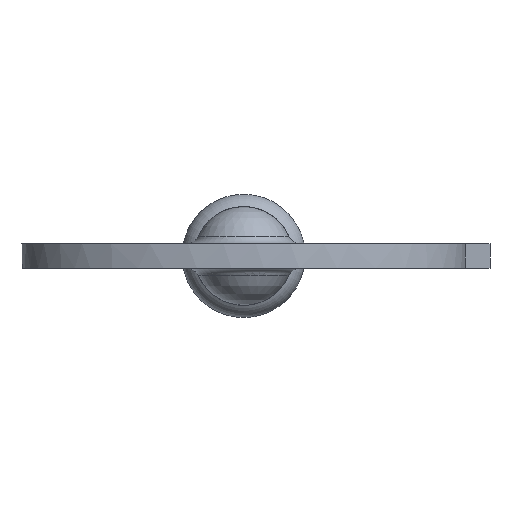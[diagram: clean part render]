
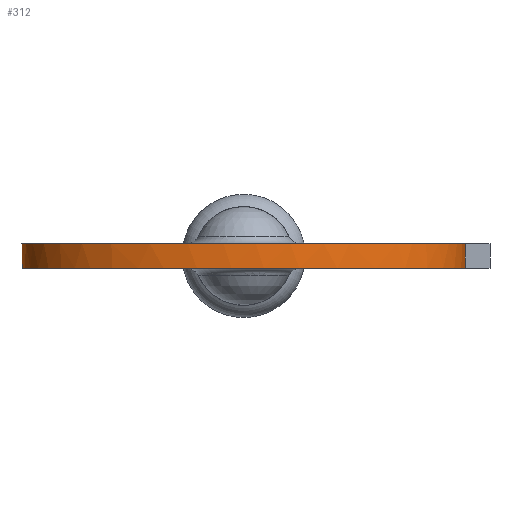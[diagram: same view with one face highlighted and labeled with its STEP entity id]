
A CAD part, left-side view. The second image highlights one B-rep face of the part: STEP entity #312.
In plain terms, the highlighted free-form (B-spline) face has degree [3, 1] with [7, 2] control points.
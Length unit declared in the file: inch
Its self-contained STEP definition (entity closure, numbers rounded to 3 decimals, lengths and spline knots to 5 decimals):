
#185=CARTESIAN_POINT('#185',(1.2369,0.1833,-0.08));
#186=VERTEX_POINT('#186',#185);
#187=CARTESIAN_POINT('#187',(1.2369,0.1833,0.08));
#188=VERTEX_POINT('#188',#187);
#189=CARTESIAN_POINT('#189',(1.22941,0.22913,-0.05));
#190=VERTEX_POINT('#190',#189);
#191=CARTESIAN_POINT('#191',(1.22941,-0.22913,-0.05));
#192=VERTEX_POINT('#192',#191);
#193=CARTESIAN_POINT('#193',(1.2369,-0.1833,-0.08));
#194=VERTEX_POINT('#194',#193);
#195=CARTESIAN_POINT('#195',(1.2369,-0.1833,0.08));
#196=VERTEX_POINT('#196',#195);
#197=CARTESIAN_POINT('#197',(1.22941,-0.22913,0.05));
#198=VERTEX_POINT('#198',#197);
#199=CARTESIAN_POINT('#199',(1.22941,0.22913,0.05));
#200=VERTEX_POINT('#200',#199);
#201=CARTESIAN_POINT('#201',(1.2369,0.1833,-0.08));
#202=CARTESIAN_POINT('#202',(1.2361,0.18881,-0.06738));
#203=CARTESIAN_POINT('#203',(1.23546,0.19301,-0.05418));
#204=CARTESIAN_POINT('#204',(1.2346,0.19859,-0.02736));
#205=CARTESIAN_POINT('#205',(1.23437,0.19999,-0.01383));
#206=CARTESIAN_POINT('#206',(1.23437,0.20001,0.01347));
#207=CARTESIAN_POINT('#207',(1.2346,0.19861,0.02729));
#208=CARTESIAN_POINT('#208',(1.23546,0.193,0.05421));
#209=CARTESIAN_POINT('#209',(1.2361,0.18881,0.06738));
#210=CARTESIAN_POINT('#210',(1.2369,0.1833,0.08));
#211=B_SPLINE_CURVE_WITH_KNOTS('#211',3,(#201,#202,#203,#204,#205,#206,
#207,#208,#209,#210),.UNSPECIFIED.,.F.,.F.,(4,2,2,2,4),(0.0,0.25,0.5,
0.75,1.0),.UNSPECIFIED.);
#212=CARTESIAN_POINT('#212',(1.2369,0.1833,-0.08));
#213=CARTESIAN_POINT('#213',(1.23662,0.18527,-0.0755));
#214=CARTESIAN_POINT('#214',(1.23624,0.18783,-0.0714));
#215=CARTESIAN_POINT('#215',(1.2353,0.19411,-0.06399));
#216=CARTESIAN_POINT('#216',(1.23473,0.19777,-0.06076));
#217=CARTESIAN_POINT('#217',(1.2328,0.20988,-0.05286));
#218=CARTESIAN_POINT('#218',(1.23117,0.21946,-0.05));
#219=CARTESIAN_POINT('#219',(1.22941,0.22913,-0.05));
#220=B_SPLINE_CURVE_WITH_KNOTS('#220',3,(#212,#213,#214,#215,#216,#217,
#218,#219),.UNSPECIFIED.,.F.,.F.,(4,2,2,4),(0.0,0.25,0.5,1.0),
.UNSPECIFIED.);
#221=CARTESIAN_POINT('#221',(1.22941,0.22913,-0.05));
#222=CARTESIAN_POINT('#222',(0.97827,1.60279,-0.05));
#223=CARTESIAN_POINT('#223',(0.0,1.42046,-0.05));
#224=CARTESIAN_POINT('#224',(0.0,0.0,-0.05));
#225=CARTESIAN_POINT('#225',(0.0,-1.42046,-0.05));
#226=CARTESIAN_POINT('#226',(0.97827,-1.60279,-0.05));
#227=CARTESIAN_POINT('#227',(1.22941,-0.22913,-0.05));
#228=(BOUNDED_CURVE()B_SPLINE_CURVE(3,(#221,#222,#223,#224,#225,#226,
#227),.UNSPECIFIED.,.F.,.F.)B_SPLINE_CURVE_WITH_KNOTS((4,3,4),(0.0,0.5,
1.0),.UNSPECIFIED.)CURVE()GEOMETRIC_REPRESENTATION_ITEM()
RATIONAL_B_SPLINE_CURVE((1.0,0.419,0.419,1.0,
0.419,0.419,1.0))REPRESENTATION_ITEM('#228'));
#229=CARTESIAN_POINT('#229',(1.22941,-0.22913,-0.05));
#230=CARTESIAN_POINT('#230',(1.23029,-0.22429,-0.05));
#231=CARTESIAN_POINT('#231',(1.23112,-0.21957,-0.05069));
#232=CARTESIAN_POINT('#232',(1.2327,-0.21033,-0.05342));
#233=CARTESIAN_POINT('#233',(1.23343,-0.20591,-0.05546));
#234=CARTESIAN_POINT('#234',(1.23472,-0.19784,-0.0607));
#235=CARTESIAN_POINT('#235',(1.23529,-0.19414,-0.06396));
#236=CARTESIAN_POINT('#236',(1.23623,-0.18789,-0.07131));
#237=CARTESIAN_POINT('#237',(1.23662,-0.18527,-0.0755));
#238=CARTESIAN_POINT('#238',(1.2369,-0.1833,-0.08));
#239=B_SPLINE_CURVE_WITH_KNOTS('#239',3,(#229,#230,#231,#232,#233,#234,
#235,#236,#237,#238),.UNSPECIFIED.,.F.,.F.,(4,2,2,2,4),(0.0,0.25,0.5,
0.75,1.0),.UNSPECIFIED.);
#240=CARTESIAN_POINT('#240',(1.2369,-0.1833,0.08));
#241=CARTESIAN_POINT('#241',(1.2361,-0.18881,0.06738));
#242=CARTESIAN_POINT('#242',(1.23546,-0.19301,0.05418));
#243=CARTESIAN_POINT('#243',(1.2346,-0.19859,0.02736));
#244=CARTESIAN_POINT('#244',(1.23437,-0.19999,0.01383));
#245=CARTESIAN_POINT('#245',(1.23437,-0.20001,-0.01347));
#246=CARTESIAN_POINT('#246',(1.2346,-0.19861,-0.02729));
#247=CARTESIAN_POINT('#247',(1.23546,-0.193,-0.05421));
#248=CARTESIAN_POINT('#248',(1.2361,-0.18881,-0.06738));
#249=CARTESIAN_POINT('#249',(1.2369,-0.1833,-0.08));
#250=B_SPLINE_CURVE_WITH_KNOTS('#250',3,(#240,#241,#242,#243,#244,#245,
#246,#247,#248,#249),.UNSPECIFIED.,.F.,.F.,(4,2,2,2,4),(0.0,0.25,0.5,
0.75,1.0),.UNSPECIFIED.);
#251=CARTESIAN_POINT('#251',(1.2369,-0.1833,0.08));
#252=CARTESIAN_POINT('#252',(1.23662,-0.18527,0.0755));
#253=CARTESIAN_POINT('#253',(1.23624,-0.18783,0.0714));
#254=CARTESIAN_POINT('#254',(1.2353,-0.19411,0.06399));
#255=CARTESIAN_POINT('#255',(1.23473,-0.19777,0.06076));
#256=CARTESIAN_POINT('#256',(1.2328,-0.20988,0.05286));
#257=CARTESIAN_POINT('#257',(1.23117,-0.21946,0.05));
#258=CARTESIAN_POINT('#258',(1.22941,-0.22913,0.05));
#259=B_SPLINE_CURVE_WITH_KNOTS('#259',3,(#251,#252,#253,#254,#255,#256,
#257,#258),.UNSPECIFIED.,.F.,.F.,(4,2,2,4),(0.0,0.25,0.5,1.0),
.UNSPECIFIED.);
#260=CARTESIAN_POINT('#260',(1.22941,-0.22913,0.05));
#261=CARTESIAN_POINT('#261',(0.97827,-1.60279,0.05));
#262=CARTESIAN_POINT('#262',(0.0,-1.42046,0.05));
#263=CARTESIAN_POINT('#263',(0.0,0.0,0.05));
#264=CARTESIAN_POINT('#264',(0.0,1.42046,0.05));
#265=CARTESIAN_POINT('#265',(0.97827,1.60279,0.05));
#266=CARTESIAN_POINT('#266',(1.22941,0.22913,0.05));
#267=(BOUNDED_CURVE()B_SPLINE_CURVE(3,(#260,#261,#262,#263,#264,#265,
#266),.UNSPECIFIED.,.F.,.F.)B_SPLINE_CURVE_WITH_KNOTS((4,3,4),(0.0,0.5,
1.0),.UNSPECIFIED.)CURVE()GEOMETRIC_REPRESENTATION_ITEM()
RATIONAL_B_SPLINE_CURVE((1.0,0.419,0.419,1.0,
0.419,0.419,1.0))REPRESENTATION_ITEM('#267'));
#268=CARTESIAN_POINT('#268',(1.22941,0.22913,0.05));
#269=CARTESIAN_POINT('#269',(1.23029,0.22429,0.05));
#270=CARTESIAN_POINT('#270',(1.23112,0.21957,0.05069));
#271=CARTESIAN_POINT('#271',(1.2327,0.21033,0.05342));
#272=CARTESIAN_POINT('#272',(1.23343,0.20591,0.05546));
#273=CARTESIAN_POINT('#273',(1.23472,0.19784,0.0607));
#274=CARTESIAN_POINT('#274',(1.23529,0.19414,0.06396));
#275=CARTESIAN_POINT('#275',(1.23623,0.18789,0.07131));
#276=CARTESIAN_POINT('#276',(1.23662,0.18527,0.0755));
#277=CARTESIAN_POINT('#277',(1.2369,0.1833,0.08));
#278=B_SPLINE_CURVE_WITH_KNOTS('#278',3,(#268,#269,#270,#271,#272,#273,
#274,#275,#276,#277),.UNSPECIFIED.,.F.,.F.,(4,2,2,2,4),(0.0,0.25,0.5,
0.75,1.0),.UNSPECIFIED.);
#279=EDGE_CURVE('#279',#186,#188,#211,.T.);
#280=EDGE_CURVE('#280',#186,#190,#220,.T.);
#281=EDGE_CURVE('#281',#190,#192,#228,.T.);
#282=EDGE_CURVE('#282',#192,#194,#239,.T.);
#283=EDGE_CURVE('#283',#196,#194,#250,.T.);
#284=EDGE_CURVE('#284',#196,#198,#259,.T.);
#285=EDGE_CURVE('#285',#198,#200,#267,.T.);
#286=EDGE_CURVE('#286',#200,#188,#278,.T.);
#287=ORIENTED_EDGE('#287',*,*,#279,.F.);
#288=ORIENTED_EDGE('#288',*,*,#280,.T.);
#289=ORIENTED_EDGE('#289',*,*,#281,.T.);
#290=ORIENTED_EDGE('#290',*,*,#282,.T.);
#291=ORIENTED_EDGE('#291',*,*,#283,.F.);
#292=ORIENTED_EDGE('#292',*,*,#284,.T.);
#293=ORIENTED_EDGE('#293',*,*,#285,.T.);
#294=ORIENTED_EDGE('#294',*,*,#286,.T.);
#295=EDGE_LOOP('#295',(#287,#288,#289,#290,#291,#292,#293,#294));
#296=FACE_BOUND('#296',#295,.T.);
#297=CARTESIAN_POINT('#297',(1.241,0.15215,-0.08096));
#298=CARTESIAN_POINT('#298',(1.241,0.15215,0.08096));
#299=CARTESIAN_POINT('#299',(1.06099,1.66343,-0.08096));
#300=CARTESIAN_POINT('#300',(1.06099,1.66343,0.08096));
#301=CARTESIAN_POINT('#301',(0.0,1.53336,-0.08096));
#302=CARTESIAN_POINT('#302',(0.0,1.53336,0.08096));
#303=CARTESIAN_POINT('#303',(0.0,0.0,-0.08096));
#304=CARTESIAN_POINT('#304',(0.0,0.0,0.08096));
#305=CARTESIAN_POINT('#305',(0.0,-1.53336,-0.08096));
#306=CARTESIAN_POINT('#306',(0.0,-1.53336,0.08096));
#307=CARTESIAN_POINT('#307',(1.06099,-1.66343,-0.08096));
#308=CARTESIAN_POINT('#308',(1.06099,-1.66343,0.08096));
#309=CARTESIAN_POINT('#309',(1.241,-0.15215,-0.08096));
#310=CARTESIAN_POINT('#310',(1.241,-0.15215,0.08096));
#311=(BOUNDED_SURFACE()B_SPLINE_SURFACE(3,1,((#297,#298),(#299,#300),(
#301,#302),(#303,#304),(#305,#306),(#307,#308),(#309,#310)),
.UNSPECIFIED.,.F.,.F.,.F.)B_SPLINE_SURFACE_WITH_KNOTS((4,3,4),(2,2),(0.0
,0.5,1.0),(0.0,1.0),.UNSPECIFIED.)GEOMETRIC_REPRESENTATION_ITEM()
RATIONAL_B_SPLINE_SURFACE(((1.0,1.0),(0.39,0.39),(
0.39,0.39),(1.0,1.0),(0.39,0.39),(
0.39,0.39),(1.0,1.0)))REPRESENTATION_ITEM('#311')
SURFACE());
#312=ADVANCED_FACE('#312',(#296),#311,.T.);
